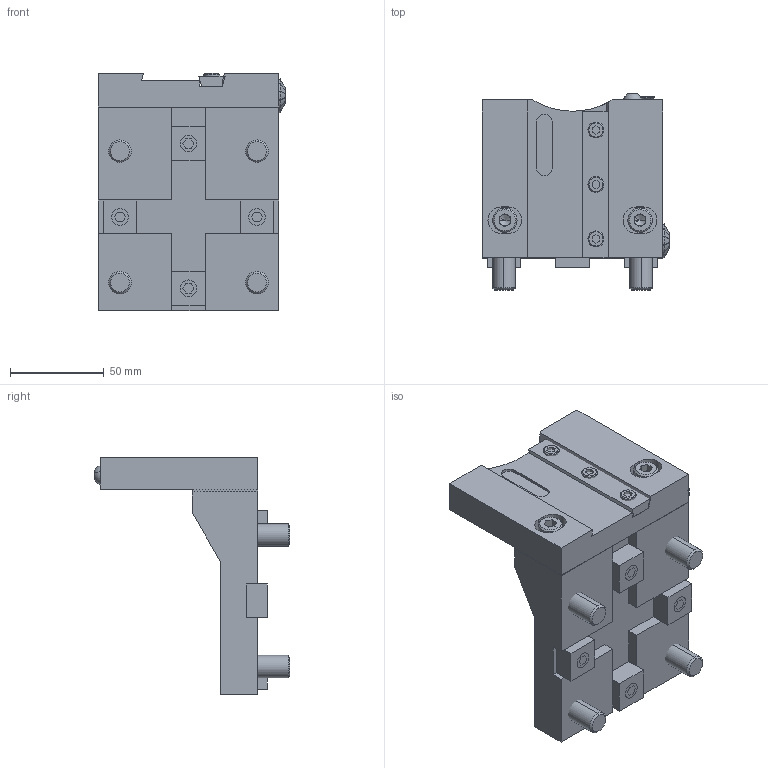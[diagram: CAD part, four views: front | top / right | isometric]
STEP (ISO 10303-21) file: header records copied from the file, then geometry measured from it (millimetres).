
FILE_DESCRIPTION (( 'STEP AP214' ), '1' );
FILE_NAME ('B65 PTH 32 L126.5.STEP', '2020-12-21T04:16:48', ( '' ), ( '' ), 'SwSTEP 2.0', 'SolidWorks 2017', '' );
FILE_SCHEMA (( 'AUTOMOTIVE_DESIGN' ));
Length unit declared in the file: millimetre
Products named in the file (1): B65 PTH 32 L126.5
Bounding box: 99.77 x 104.18 x 126.5 mm (x, y, z)
Volume: 387485.7 mm3; surface area: 86125.9 mm2
Topology: 24 solids, 24 shells, 725 faces, 1786 edges, 1106 vertices
Faces by surface type: plane 508, cone 104, cylinder 83, torus 28, sphere 2
Entity records: 21109 total; most frequent: CARTESIAN_POINT 3848, DIRECTION 3525, ORIENTED_EDGE 3502, EDGE_CURVE 1751, VECTOR 1253, LINE 1253, AXIS2_PLACEMENT_3D 1136, VERTEX_POINT 1103
